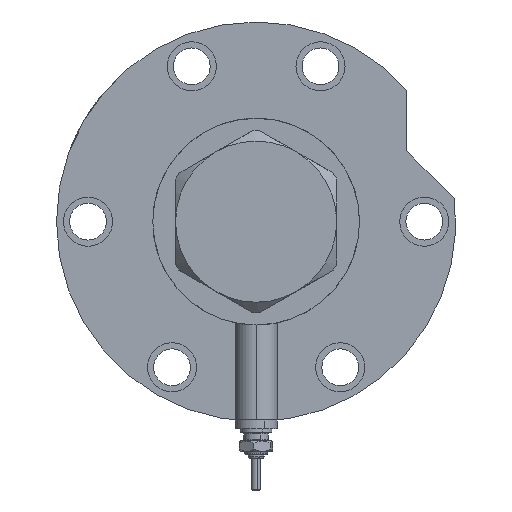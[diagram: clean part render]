
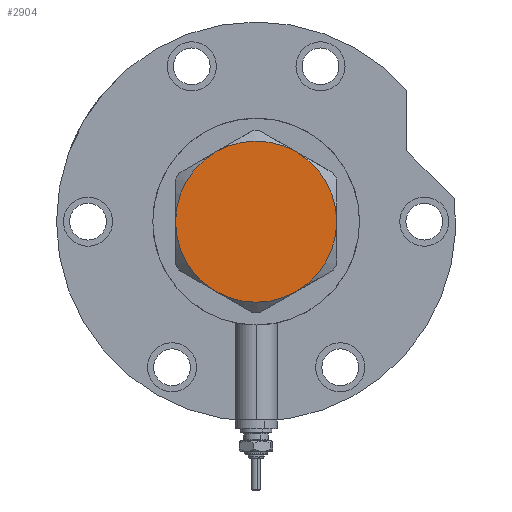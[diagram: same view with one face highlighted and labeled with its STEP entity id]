
A CAD part, left-side view. The second image highlights one B-rep face of the part: STEP entity #2904.
In plain terms, the highlighted face is planar.
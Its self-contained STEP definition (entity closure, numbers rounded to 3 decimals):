
#367 = CARTESIAN_POINT ( 'NONE',  ( 0., 0., 13. ) ) ;
#601 = DIRECTION ( 'NONE',  ( 0., 0., 1. ) ) ;
#609 = VERTEX_POINT ( 'NONE', #1198 ) ;
#752 = ORIENTED_EDGE ( 'NONE', *, *, #5141, .T. ) ;
#789 = ORIENTED_EDGE ( 'NONE', *, *, #1453, .T. ) ;
#807 = CIRCLE ( 'NONE', #1775, 23. ) ;
#956 = AXIS2_PLACEMENT_3D ( 'NONE', #367, #6723, #2126 ) ;
#960 = CARTESIAN_POINT ( 'NONE',  ( 0., 0., 13. ) ) ;
#1198 = CARTESIAN_POINT ( 'NONE',  ( 11.5, -19.919, 13. ) ) ;
#1445 = VERTEX_POINT ( 'NONE', #7010 ) ;
#1453 = EDGE_CURVE ( 'NONE', #609, #6801, #5552, .T. ) ;
#1515 = CARTESIAN_POINT ( 'NONE',  ( 11.5, 19.919, 13. ) ) ;
#1775 = AXIS2_PLACEMENT_3D ( 'NONE', #6446, #4763, #3495 ) ;
#1783 = PLANE ( 'NONE',  #2638 ) ;
#1822 = FACE_OUTER_BOUND ( 'NONE', #2622, .T. ) ;
#2026 = VERTEX_POINT ( 'NONE', #7225 ) ;
#2028 = CARTESIAN_POINT ( 'NONE',  ( 23., 0., 13. ) ) ;
#2078 = DIRECTION ( 'NONE',  ( 1., 0., 0. ) ) ;
#2126 = DIRECTION ( 'NONE',  ( 1., 0., 0. ) ) ;
#2302 = AXIS2_PLACEMENT_3D ( 'NONE', #3878, #5446, #2078 ) ;
#2622 = EDGE_LOOP ( 'NONE', ( #789, #4513, #4204, #752, #6411, #3582 ) ) ;
#2638 = AXIS2_PLACEMENT_3D ( 'NONE', #4701, #601, #2932 ) ;
#2901 = CIRCLE ( 'NONE', #4861, 23. ) ;
#2904 = ADVANCED_FACE ( 'NONE', ( #1822 ), #1783, .T. ) ;
#2932 = DIRECTION ( 'NONE',  ( 1., 0., 0. ) ) ;
#3148 = CIRCLE ( 'NONE', #5225, 23. ) ;
#3225 = EDGE_CURVE ( 'NONE', #2026, #609, #807, .T. ) ;
#3242 = DIRECTION ( 'NONE',  ( 1., 0., 0. ) ) ;
#3470 = AXIS2_PLACEMENT_3D ( 'NONE', #5906, #3489, #7164 ) ;
#3489 = DIRECTION ( 'NONE',  ( 0., 0., 1. ) ) ;
#3495 = DIRECTION ( 'NONE',  ( 1., 0., 0. ) ) ;
#3582 = ORIENTED_EDGE ( 'NONE', *, *, #3225, .T. ) ;
#3878 = CARTESIAN_POINT ( 'NONE',  ( 0., 0., 13. ) ) ;
#4000 = CIRCLE ( 'NONE', #956, 23. ) ;
#4129 = DIRECTION ( 'NONE',  ( 0., 0., 1. ) ) ;
#4204 = ORIENTED_EDGE ( 'NONE', *, *, #6556, .T. ) ;
#4322 = VERTEX_POINT ( 'NONE', #5264 ) ;
#4428 = DIRECTION ( 'NONE',  ( 0., 0., 1. ) ) ;
#4513 = ORIENTED_EDGE ( 'NONE', *, *, #6262, .T. ) ;
#4701 = CARTESIAN_POINT ( 'NONE',  ( 0., 0., 13. ) ) ;
#4763 = DIRECTION ( 'NONE',  ( 0., 0., 1. ) ) ;
#4861 = AXIS2_PLACEMENT_3D ( 'NONE', #5202, #4129, #7533 ) ;
#5141 = EDGE_CURVE ( 'NONE', #1445, #4322, #2901, .T. ) ;
#5202 = CARTESIAN_POINT ( 'NONE',  ( 0., 0., 13. ) ) ;
#5225 = AXIS2_PLACEMENT_3D ( 'NONE', #960, #4428, #3242 ) ;
#5264 = CARTESIAN_POINT ( 'NONE',  ( -23., 0., 13. ) ) ;
#5446 = DIRECTION ( 'NONE',  ( 0., 0., 1. ) ) ;
#5552 = CIRCLE ( 'NONE', #3470, 23. ) ;
#5906 = CARTESIAN_POINT ( 'NONE',  ( 0., 0., 13. ) ) ;
#6083 = VERTEX_POINT ( 'NONE', #1515 ) ;
#6124 = EDGE_CURVE ( 'NONE', #4322, #2026, #4000, .T. ) ;
#6262 = EDGE_CURVE ( 'NONE', #6801, #6083, #3148, .T. ) ;
#6411 = ORIENTED_EDGE ( 'NONE', *, *, #6124, .T. ) ;
#6446 = CARTESIAN_POINT ( 'NONE',  ( 0., 0., 13. ) ) ;
#6556 = EDGE_CURVE ( 'NONE', #6083, #1445, #6593, .T. ) ;
#6593 = CIRCLE ( 'NONE', #2302, 23. ) ;
#6723 = DIRECTION ( 'NONE',  ( 0., 0., 1. ) ) ;
#6801 = VERTEX_POINT ( 'NONE', #2028 ) ;
#7010 = CARTESIAN_POINT ( 'NONE',  ( -11.5, 19.919, 13. ) ) ;
#7164 = DIRECTION ( 'NONE',  ( 1., 0., 0. ) ) ;
#7225 = CARTESIAN_POINT ( 'NONE',  ( -11.5, -19.919, 13. ) ) ;
#7533 = DIRECTION ( 'NONE',  ( 1., 0., 0. ) ) ;
